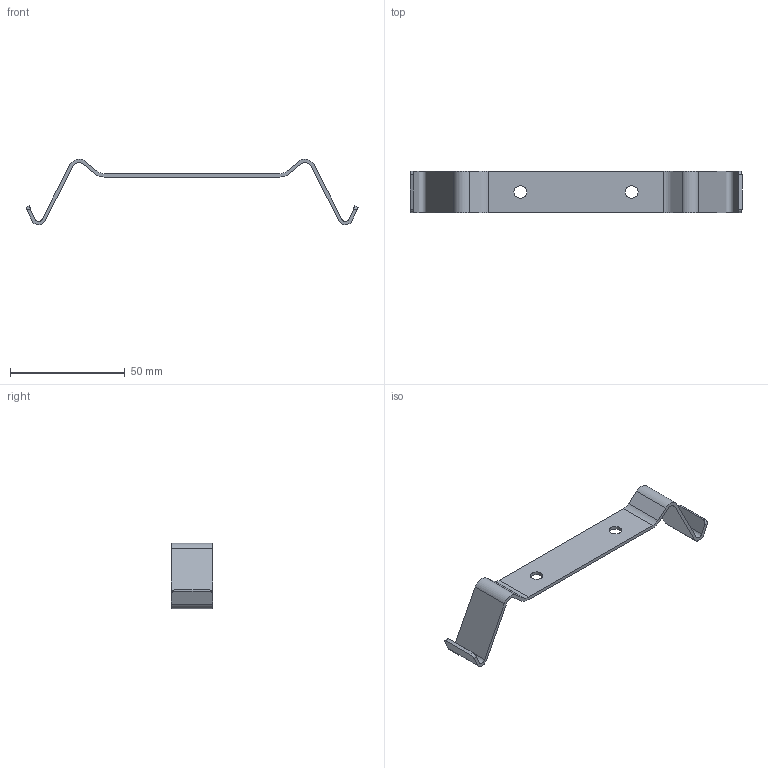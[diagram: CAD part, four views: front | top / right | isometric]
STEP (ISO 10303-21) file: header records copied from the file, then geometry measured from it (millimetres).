
FILE_DESCRIPTION(/* description */ ('Unknown'),/* implementation_level */ '2;1');
FILE_NAME(/* name */ 'C000 135-81rA',/* time_stamp */ '2017-04-03T15:14:23+02:00',/* author */ ('Unknown'),/* organization */ ('Unknown'),/* preprocessor_version */ 'ST-DEVELOPER v16.7',/* originating_system */ 'DEX',/* authorisation */ $);
FILE_SCHEMA (('AUTOMOTIVE_DESIGN {1 0 10303 214 3 1 1}'));
Length unit declared in the file: millimetre
Products named in the file (1): C000 135-81rA_partcopy
Bounding box: 144.68 x 18 x 28.6 mm (x, y, z)
Volume: 4994.1 mm3; surface area: 7323.9 mm2
Topology: 1 solids, 1 shells, 36 faces, 102 edges, 68 vertices
Faces by surface type: plane 18, cylinder 18
Full cylindrical faces by diameter (mm): 5.5 x2
Entity records: 1210 total; most frequent: DIRECTION 210, CARTESIAN_POINT 205, ORIENTED_EDGE 200, EDGE_CURVE 100, AXIS2_PLACEMENT_3D 73, VERTEX_POINT 68, LINE 64, VECTOR 64
